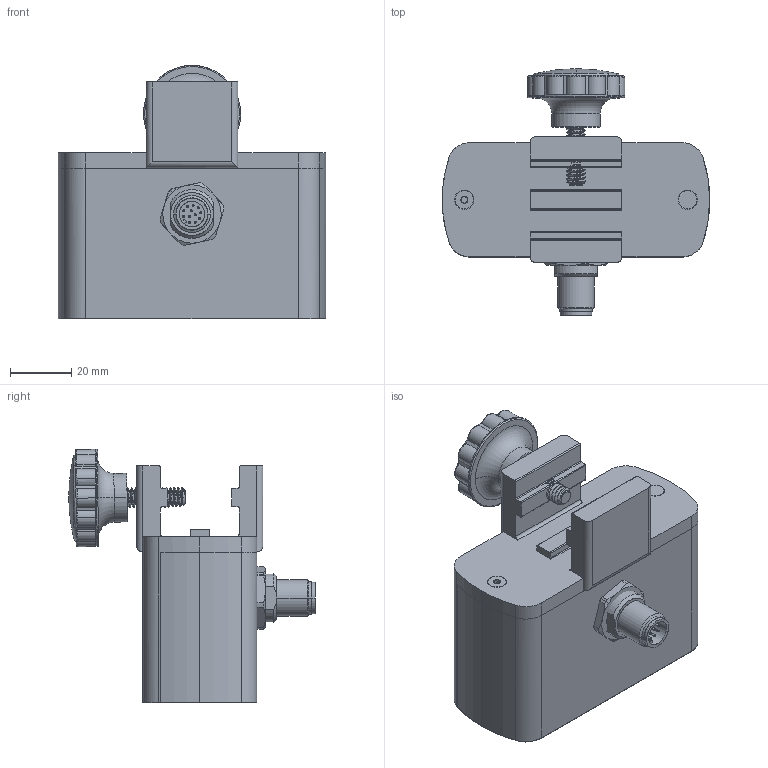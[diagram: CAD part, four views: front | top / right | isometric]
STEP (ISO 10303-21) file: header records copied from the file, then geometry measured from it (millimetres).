
FILE_DESCRIPTION (( 'STEP AP203' ), '1' );
FILE_NAME ('ODC 48-xx QD (1in Mounting Bracket).STEP', '2023-02-26T18:35:31', ( '' ), ( '' ), 'SwSTEP 2.0', 'SolidWorks 2017', '' );
FILE_SCHEMA (( 'CONFIG_CONTROL_DESIGN' ));
Products named in the file (1): ODC 48-xx QD (1in Mounting Bracket)
Bounding box: 87.4 x 80.55 x 82.79 mm (x, y, z)
Surface area: 53446.9 mm2 (no closed solid volume)
Topology: 0 solids, 103 shells, 947 faces, 2816 edges, 1953 vertices
Faces by surface type: cylinder 514, plane 248, bspline 72, cone 64, torus 47, sphere 2
Entity records: 52511 total; most frequent: CARTESIAN_POINT 29817, ORIENTED_EDGE 5137, DIRECTION 4083, EDGE_CURVE 2816, VERTEX_POINT 1953, AXIS2_PLACEMENT_3D 1502, LINE 1079, VECTOR 1079
